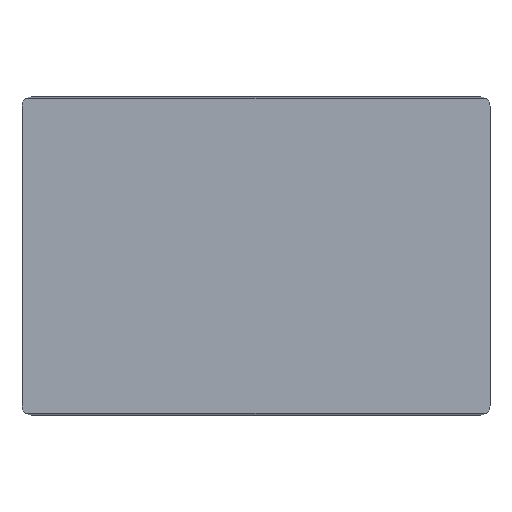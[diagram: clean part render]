
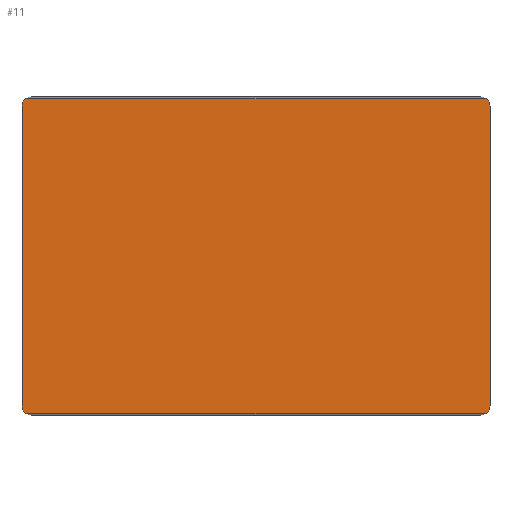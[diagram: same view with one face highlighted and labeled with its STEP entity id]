
A CAD part, front view. The second image highlights one B-rep face of the part: STEP entity #11.
In plain terms, the highlighted planar face has unit normal (0, -1, 0).
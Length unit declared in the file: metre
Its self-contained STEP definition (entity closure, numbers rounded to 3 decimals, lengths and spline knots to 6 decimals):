
#11=ADVANCED_FACE('',(#17),#12,.T.);
#12=PLANE('',#13);
#13=AXIS2_PLACEMENT_3D('',#14,#15,#16);
#14=CARTESIAN_POINT('',(0.0125,-0.001,0.000101));
#15=DIRECTION('',(0.0,-1.0,0.0));
#16=DIRECTION('',(0.0,0.0,-1.0));
#17=FACE_OUTER_BOUND('',#18,.T.);
#18=EDGE_LOOP('',(#19,#29,#38,#46,#55,#63,#72,#80));
#19=ORIENTED_EDGE('',*,*,#20,.F.);
#20=EDGE_CURVE('',#21,#23,#25,.T.);
#21=VERTEX_POINT('',#22);
#22=CARTESIAN_POINT('',(0.012301,-0.001,0.000101)
  );
#23=VERTEX_POINT('',#24);
#24=CARTESIAN_POINT('',(-0.012301,-0.001,0.000101)
  );
#25=LINE('',#26,#27);
#26=CARTESIAN_POINT('',(0.0125,-0.001,0.000101));
#27=VECTOR('',#28,1.0);
#28=DIRECTION('',(-1.0,0.0,0.0));
#29=ORIENTED_EDGE('',*,*,#30,.T.);
#30=EDGE_CURVE('',#21,#31,#33,.T.);
#31=VERTEX_POINT('',#32);
#32=CARTESIAN_POINT('',(0.0125,-0.001,0.0005));
#33=CIRCLE('',#34,0.0005);
#34=AXIS2_PLACEMENT_3D('',#35,#36,#37);
#35=CARTESIAN_POINT('',(0.012,-0.001,0.0005));
#36=DIRECTION('',(0.0,-1.0,0.0));
#37=DIRECTION('',(0.0,0.0,-1.0));
#38=ORIENTED_EDGE('',*,*,#39,.T.);
#39=EDGE_CURVE('',#31,#40,#42,.T.);
#40=VERTEX_POINT('',#41);
#41=CARTESIAN_POINT('',(0.0125,-0.001,0.0165));
#42=LINE('',#43,#44);
#43=CARTESIAN_POINT('',(0.0125,-0.001,0.000101));
#44=VECTOR('',#45,1.0);
#45=DIRECTION('',(0.0,0.0,1.0));
#46=ORIENTED_EDGE('',*,*,#47,.T.);
#47=EDGE_CURVE('',#40,#48,#50,.T.);
#48=VERTEX_POINT('',#49);
#49=CARTESIAN_POINT('',(0.012301,-0.001,0.016899));
#50=CIRCLE('',#51,0.0005);
#51=AXIS2_PLACEMENT_3D('',#52,#53,#54);
#52=CARTESIAN_POINT('',(0.012,-0.001,0.0165));
#53=DIRECTION('',(0.0,-1.0,0.0));
#54=DIRECTION('',(0.0,0.0,-1.0));
#55=ORIENTED_EDGE('',*,*,#56,.T.);
#56=EDGE_CURVE('',#48,#57,#59,.T.);
#57=VERTEX_POINT('',#58);
#58=CARTESIAN_POINT('',(-0.012301,-0.001,0.016899));
#59=LINE('',#60,#61);
#60=CARTESIAN_POINT('',(0.0125,-0.001,0.016899));
#61=VECTOR('',#62,1.0);
#62=DIRECTION('',(-1.0,0.0,0.0));
#63=ORIENTED_EDGE('',*,*,#64,.T.);
#64=EDGE_CURVE('',#57,#65,#67,.T.);
#65=VERTEX_POINT('',#66);
#66=CARTESIAN_POINT('',(-0.0125,-0.001,0.0165));
#67=CIRCLE('',#68,0.0005);
#68=AXIS2_PLACEMENT_3D('',#69,#70,#71);
#69=CARTESIAN_POINT('',(-0.012,-0.001,0.0165));
#70=DIRECTION('',(0.0,-1.0,0.0));
#71=DIRECTION('',(0.0,0.0,-1.0));
#72=ORIENTED_EDGE('',*,*,#73,.F.);
#73=EDGE_CURVE('',#74,#65,#76,.T.);
#74=VERTEX_POINT('',#75);
#75=CARTESIAN_POINT('',(-0.0125,-0.001,0.0005));
#76=LINE('',#77,#78);
#77=CARTESIAN_POINT('',(-0.0125,-0.001,0.000101));
#78=VECTOR('',#79,1.0);
#79=DIRECTION('',(0.0,0.0,1.0));
#80=ORIENTED_EDGE('',*,*,#81,.T.);
#81=EDGE_CURVE('',#74,#23,#82,.T.);
#82=CIRCLE('',#83,0.0005);
#83=AXIS2_PLACEMENT_3D('',#84,#85,#86);
#84=CARTESIAN_POINT('',(-0.012,-0.001,0.0005));
#85=DIRECTION('',(0.0,-1.0,0.0));
#86=DIRECTION('',(0.0,0.0,-1.0));
